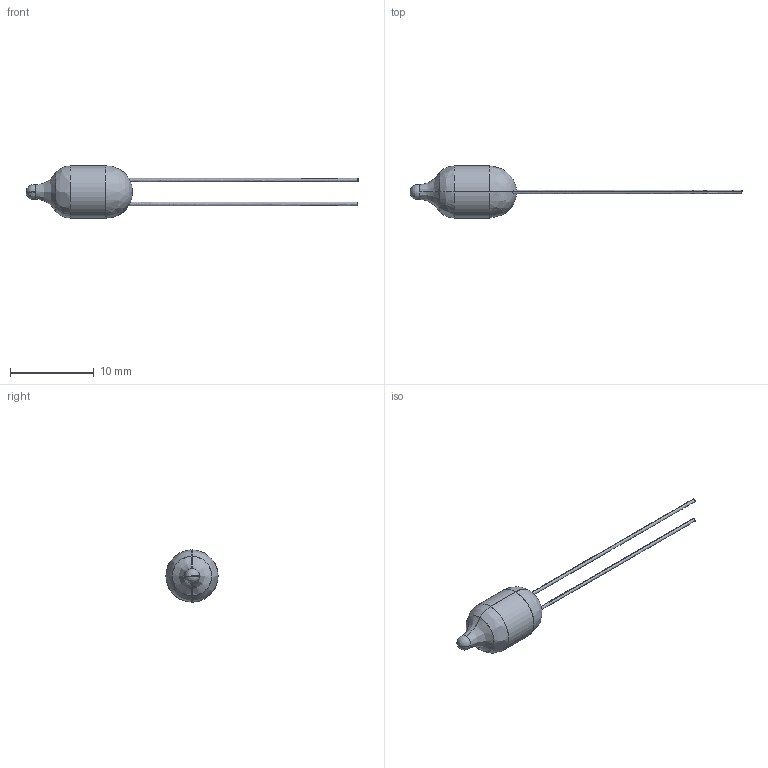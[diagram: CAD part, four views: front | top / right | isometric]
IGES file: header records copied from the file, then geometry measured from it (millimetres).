
Start section: SolidWorks IGES file using analytic representation for surfaces
Global section: file name: A1C.IGS; native system: SolidWorks 2016; preprocessor: SolidWorks 2016; author: tstoltenburg; date: 171127.113135; units: inch
Bounding box: 39.62 x 6.22 x 6.22 mm (x, y, z)
Surface area: 525.7 mm2 (no closed solid volume)
Topology: 0 solids, 0 shells, 42 faces, 400 edges, 392 vertices
Faces by surface type: bspline 22, revolution 20
